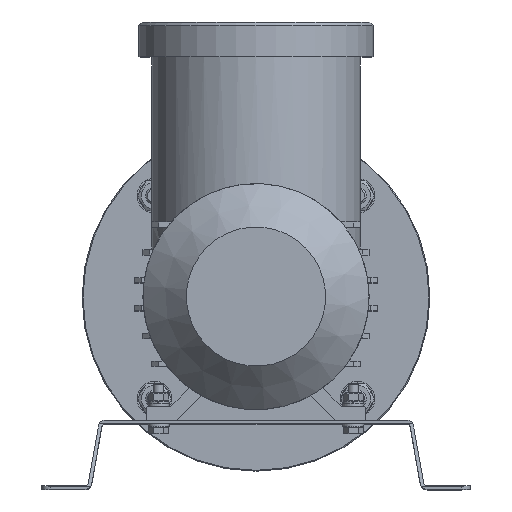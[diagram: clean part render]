
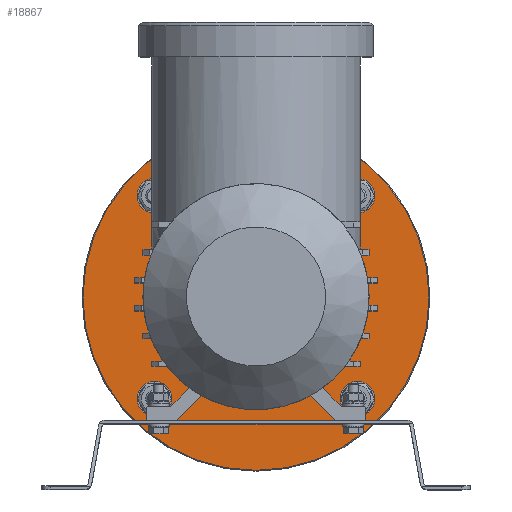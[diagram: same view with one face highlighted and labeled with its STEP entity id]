
A CAD part, top view. The second image highlights one B-rep face of the part: STEP entity #18867.
In plain terms, the highlighted planar face has unit normal (0, 0, 1).
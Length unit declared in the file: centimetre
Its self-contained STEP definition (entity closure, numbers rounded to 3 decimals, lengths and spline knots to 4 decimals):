
#2642=PLANE('',#20739);
#3526=FACE_BOUND('',#5786,.T.);
#3527=FACE_BOUND('',#5787,.T.);
#3528=FACE_BOUND('',#5788,.T.);
#3529=FACE_BOUND('',#5789,.T.);
#3530=FACE_BOUND('',#5790,.T.);
#4415=FACE_OUTER_BOUND('',#5785,.T.);
#5785=EDGE_LOOP('',(#14689));
#5786=EDGE_LOOP('',(#14690));
#5787=EDGE_LOOP('',(#14691));
#5788=EDGE_LOOP('',(#14692));
#5789=EDGE_LOOP('',(#14693));
#5790=EDGE_LOOP('',(#14694));
#7322=CIRCLE('',#20563,5.8);
#7365=CIRCLE('',#20740,9.95);
#7366=CIRCLE('',#20741,1.);
#7367=CIRCLE('',#20742,1.);
#7368=CIRCLE('',#20743,1.);
#7369=CIRCLE('',#20744,1.);
#8661=VERTEX_POINT('',#31600);
#8824=VERTEX_POINT('',#32273);
#8825=VERTEX_POINT('',#32275);
#8826=VERTEX_POINT('',#32277);
#8827=VERTEX_POINT('',#32279);
#8828=VERTEX_POINT('',#32281);
#10680=EDGE_CURVE('',#8661,#8661,#7322,.T.);
#10980=EDGE_CURVE('',#8824,#8824,#7365,.T.);
#10981=EDGE_CURVE('',#8825,#8825,#7366,.T.);
#10982=EDGE_CURVE('',#8826,#8826,#7367,.T.);
#10983=EDGE_CURVE('',#8827,#8827,#7368,.T.);
#10984=EDGE_CURVE('',#8828,#8828,#7369,.T.);
#14689=ORIENTED_EDGE('',*,*,#10980,.F.);
#14690=ORIENTED_EDGE('',*,*,#10981,.T.);
#14691=ORIENTED_EDGE('',*,*,#10982,.T.);
#14692=ORIENTED_EDGE('',*,*,#10983,.T.);
#14693=ORIENTED_EDGE('',*,*,#10984,.T.);
#14694=ORIENTED_EDGE('',*,*,#10680,.F.);
#18867=ADVANCED_FACE('',(#4415,#3526,#3527,#3528,#3529,#3530),#2642,.T.);
#20563=AXIS2_PLACEMENT_3D('',#31601,#24240,#24241);
#20739=AXIS2_PLACEMENT_3D('',#32272,#24842,#24843);
#20740=AXIS2_PLACEMENT_3D('',#32274,#24844,#24845);
#20741=AXIS2_PLACEMENT_3D('',#32276,#24846,#24847);
#20742=AXIS2_PLACEMENT_3D('',#32278,#24848,#24849);
#20743=AXIS2_PLACEMENT_3D('',#32280,#24850,#24851);
#20744=AXIS2_PLACEMENT_3D('',#32282,#24852,#24853);
#24240=DIRECTION('center_axis',(0.,0.,
1.));
#24241=DIRECTION('ref_axis',(1.,0.,0.));
#24842=DIRECTION('center_axis',(0.,0.,
1.));
#24843=DIRECTION('ref_axis',(1.,0.,0.));
#24844=DIRECTION('center_axis',(0.,0.,
-1.));
#24845=DIRECTION('ref_axis',(-1.,0.,0.));
#24846=DIRECTION('center_axis',(0.,0.,
-1.));
#24847=DIRECTION('ref_axis',(-1.,0.,0.));
#24848=DIRECTION('center_axis',(0.,0.,
-1.));
#24849=DIRECTION('ref_axis',(-0.467,-0.884,0.));
#24850=DIRECTION('center_axis',(0.,0.,
-1.));
#24851=DIRECTION('ref_axis',(-1.,0.,0.));
#24852=DIRECTION('center_axis',(0.,0.,
-1.));
#24853=DIRECTION('ref_axis',(-1.,0.,0.));
#31600=CARTESIAN_POINT('',(-0.3,-5.7922,-24.3237));
#31601=CARTESIAN_POINT('Origin',(0.,0.,
-24.3237));
#32272=CARTESIAN_POINT('Origin',(0.,0.,
-24.3237));
#32273=CARTESIAN_POINT('',(9.95,0.,-24.3237));
#32274=CARTESIAN_POINT('Origin',(0.,0.,
-24.3237));
#32275=CARTESIAN_POINT('',(-4.8336,-5.8336,-24.3237));
#32276=CARTESIAN_POINT('Origin',(-5.8336,-5.8336,-24.3237));
#32277=CARTESIAN_POINT('',(-5.3664,6.7178,-24.3237));
#32278=CARTESIAN_POINT('Origin',(-5.8336,5.8336,-24.3237));
#32279=CARTESIAN_POINT('',(6.8336,-5.8336,-24.3237));
#32280=CARTESIAN_POINT('Origin',(5.8336,-5.8336,-24.3237));
#32281=CARTESIAN_POINT('',(6.8336,5.8336,-24.3237));
#32282=CARTESIAN_POINT('Origin',(5.8336,5.8336,-24.3237));
